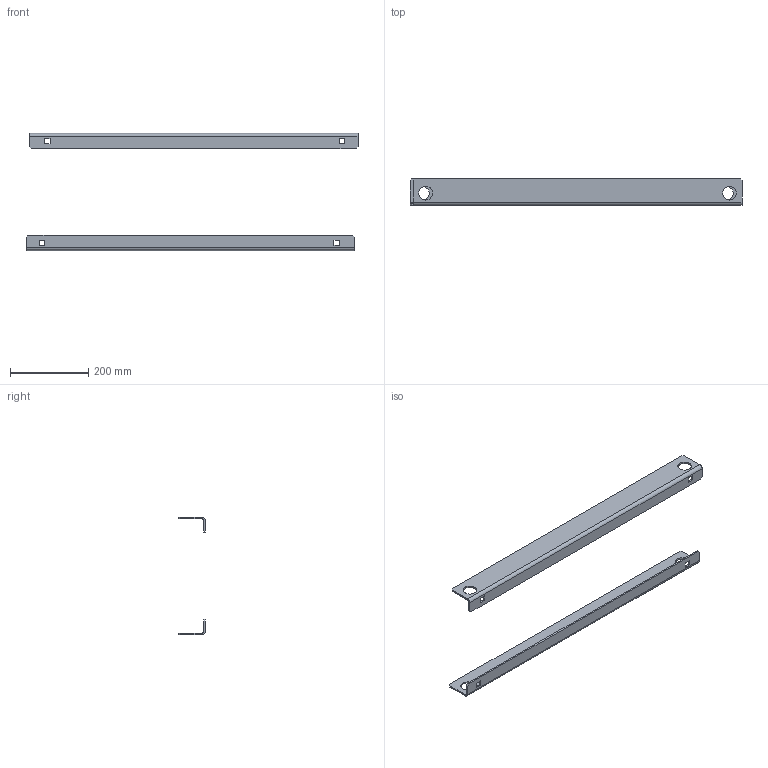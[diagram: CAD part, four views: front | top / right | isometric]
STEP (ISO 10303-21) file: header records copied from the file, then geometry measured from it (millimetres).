
FILE_DESCRIPTION(('STEP AP214'),'1');
FILE_NAME('cctmp_CCF5004A-F5FF-4D11-8219-AB7FED566A7B_2024_11_20_13_33_25_0049..stp','2024-11-20T12:33:25',('SIEMENS A&D'),('CADClick - www.CADClick.com'),'Spatial InterOp 3D',' ','unknown authorization');
FILE_SCHEMA(('AUTOMOTIVE_DESIGN'));
Length unit declared in the file: millimetre
Products named in the file (3): cc_unnamed; 2024_11_20_13_33_25_0027; 2024_11_20_13_33_24_0986
Assembly tree (2 placements, depth 2):
  cc_unnamed
    2024_11_20_13_33_25_0027
    2024_11_20_13_33_24_0986
Bounding box: 850 x 68.5 x 300 mm (x, y, z)
Volume: 660795.5 mm3; surface area: 348062.1 mm2
Topology: 2 solids, 2 shells, 52 faces, 144 edges, 96 vertices
Faces by surface type: plane 40, cylinder 12
Entity records: 2180 total; most frequent: CARTESIAN_POINT 295, ORIENTED_EDGE 288, DIRECTION 278, EDGE_CURVE 144, LINE 120, VECTOR 120, VERTEX_POINT 96, AXIS2_PLACEMENT_3D 79
